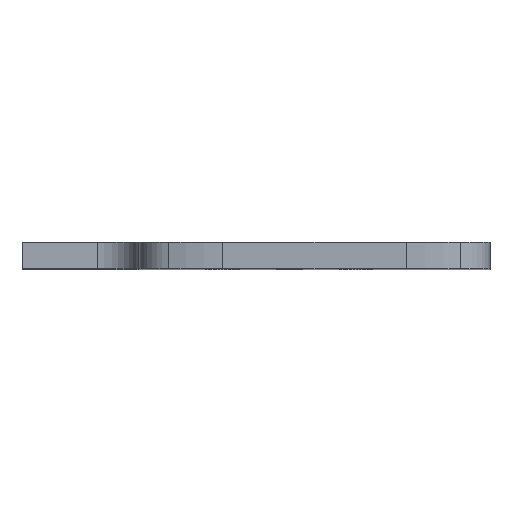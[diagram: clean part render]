
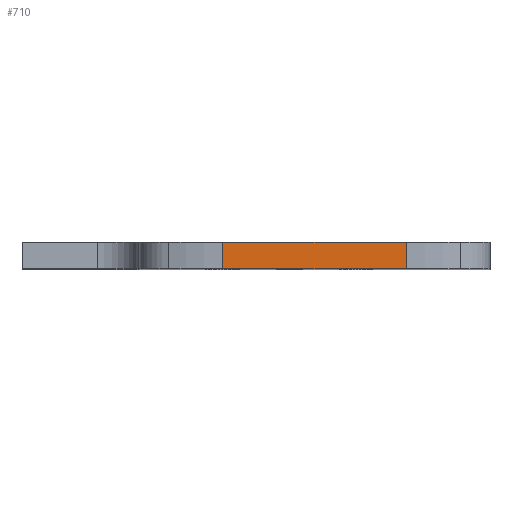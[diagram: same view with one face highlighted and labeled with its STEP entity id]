
A CAD part, top view. The second image highlights one B-rep face of the part: STEP entity #710.
In plain terms, the highlighted planar face has unit normal (0, 0, 1).
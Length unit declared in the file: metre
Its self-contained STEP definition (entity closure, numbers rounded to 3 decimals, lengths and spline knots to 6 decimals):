
#14=PLANE('',#773);
#38=LINE('',#1110,#86);
#39=LINE('',#1114,#87);
#40=LINE('',#1116,#88);
#41=LINE('',#1118,#89);
#86=VECTOR('',#891,1.);
#87=VECTOR('',#896,1.);
#88=VECTOR('',#897,1.);
#89=VECTOR('',#898,1.);
#154=ORIENTED_EDGE('',*,*,#339,.T.);
#155=ORIENTED_EDGE('',*,*,#340,.F.);
#156=ORIENTED_EDGE('',*,*,#341,.F.);
#157=ORIENTED_EDGE('',*,*,#337,.T.);
#337=EDGE_CURVE('',#427,#426,#38,.T.);
#339=EDGE_CURVE('',#426,#428,#39,.T.);
#340=EDGE_CURVE('',#429,#428,#40,.T.);
#341=EDGE_CURVE('',#427,#429,#41,.T.);
#426=VERTEX_POINT('',#1109);
#427=VERTEX_POINT('',#1111);
#428=VERTEX_POINT('',#1115);
#429=VERTEX_POINT('',#1117);
#538=EDGE_LOOP('',(#154,#155,#156,#157));
#612=FACE_BOUND('',#538,.T.);
#710=ADVANCED_FACE('',(#612),#14,.F.);
#773=AXIS2_PLACEMENT_3D('',#1113,#894,#895);
#891=DIRECTION('',(0.,1.,0.));
#894=DIRECTION('',(0.,0.,-1.));
#895=DIRECTION('',(-1.,0.,0.));
#896=DIRECTION('',(-1.,0.,0.));
#897=DIRECTION('',(0.,1.,0.));
#898=DIRECTION('',(-1.,0.,0.));
#1109=CARTESIAN_POINT('',(0.068374,0.,0.044322));
#1110=CARTESIAN_POINT('',(0.068374,-0.003175,0.044322));
#1111=CARTESIAN_POINT('',(0.068374,-0.003175,0.044322));
#1113=CARTESIAN_POINT('',(0.057374,-0.003175,0.044322));
#1114=CARTESIAN_POINT('',(0.057374,0.,0.044322));
#1115=CARTESIAN_POINT('',(0.046374,0.,0.044322));
#1116=CARTESIAN_POINT('',(0.046374,-0.003175,0.044322));
#1117=CARTESIAN_POINT('',(0.046374,-0.003175,0.044322));
#1118=CARTESIAN_POINT('',(0.057374,-0.003175,0.044322));
